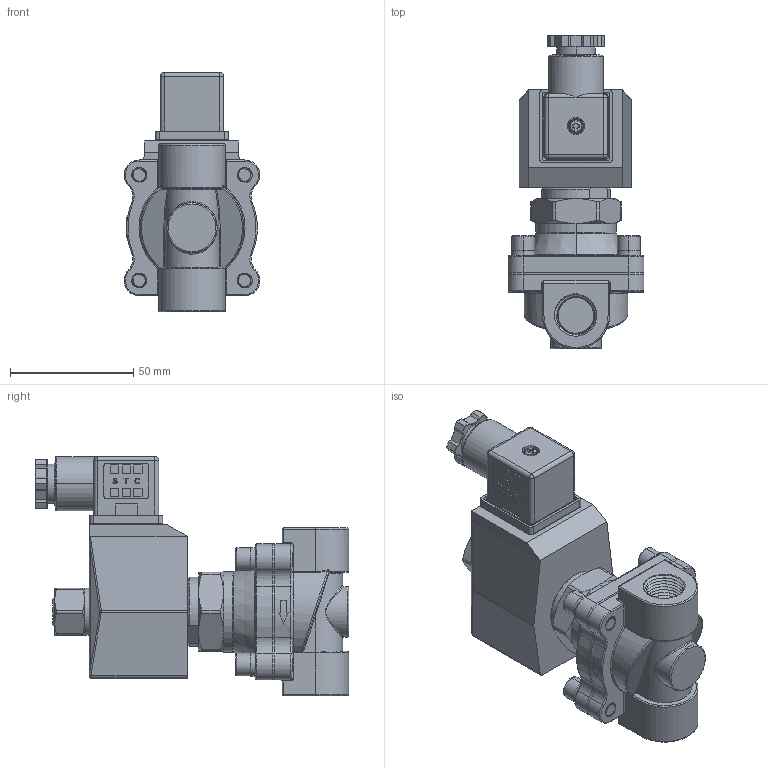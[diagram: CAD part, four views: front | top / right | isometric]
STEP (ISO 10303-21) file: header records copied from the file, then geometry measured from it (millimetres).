
FILE_DESCRIPTION (( 'STEP AP214' ), '1' );
FILE_NAME ('2WO160-3-8.STEP', '2018-11-08T19:52:53', ( '' ), ( '' ), 'SwSTEP 2.0', 'SolidWorks 2016', '' );
FILE_SCHEMA (( 'AUTOMOTIVE_DESIGN' ));
Length unit declared in the file: millimetre
Products named in the file (1): 2WO160-3-8
Bounding box: 54.98 x 127.01 x 97.05 mm (x, y, z)
Volume: 223256.6 mm3; surface area: 78260.6 mm2
Topology: 25 solids, 25 shells, 1622 faces, 4419 edges, 2886 vertices
Faces by surface type: cylinder 676, plane 640, cone 105, bspline 101, torus 71, sphere 29
Entity records: 117190 total; most frequent: CARTESIAN_POINT 61047, ORIENTED_EDGE 8810, DIRECTION 6749, EDGE_CURVE 4405, VERTEX_POINT 2886, AXIS2_PLACEMENT_3D 2261, LINE 2227, VECTOR 2227
